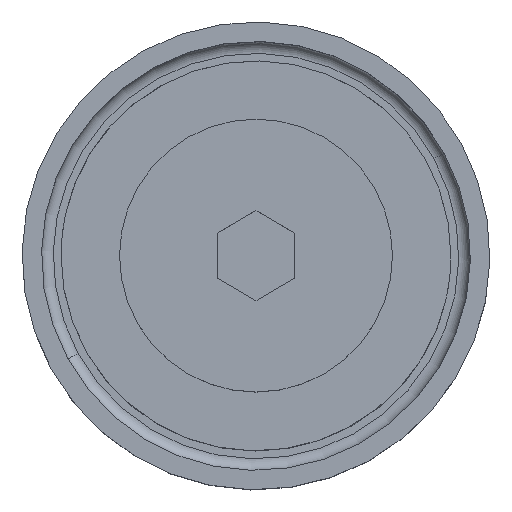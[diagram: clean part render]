
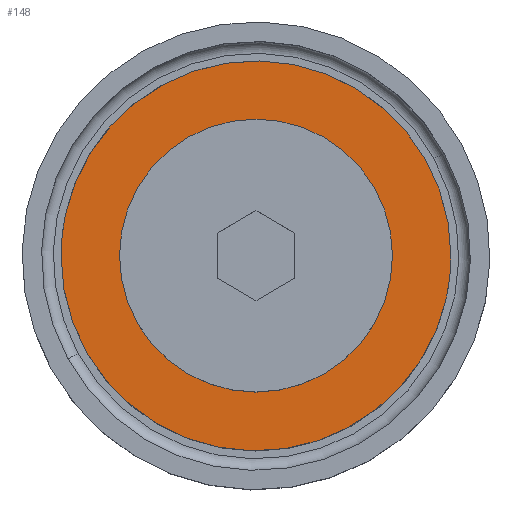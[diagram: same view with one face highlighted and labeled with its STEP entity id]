
A CAD part, top view. The second image highlights one B-rep face of the part: STEP entity #148.
In plain terms, the highlighted planar face has unit normal (0, 0, 1).
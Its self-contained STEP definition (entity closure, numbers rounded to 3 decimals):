
#61=AXIS2_PLACEMENT_3D('Circle Axis2P3D',#59,#60,$) ;
#86=AXIS2_PLACEMENT_3D('Circle Axis2P3D',#84,#85,$) ;
#100=AXIS2_PLACEMENT_3D('Plane Axis2P3D',#97,#98,#99) ;
#42=CARTESIAN_POINT('Vertex',(7.404,5.233,8.4)) ;
#56=CARTESIAN_POINT('Vertex',(4.596,6.767,8.4)) ;
#59=CARTESIAN_POINT('Axis2P3D Location',(6.,6.,8.4)) ;
#84=CARTESIAN_POINT('Axis2P3D Location',(6.,6.,8.4)) ;
#97=CARTESIAN_POINT('Axis2P3D Location',(6.,6.,8.4)) ;
#103=CARTESIAN_POINT('Control Point',(11.,6.,8.4)) ;
#104=CARTESIAN_POINT('Control Point',(11.,6.785,8.4)) ;
#105=CARTESIAN_POINT('Control Point',(10.846,7.571,8.4)) ;
#106=CARTESIAN_POINT('Control Point',(10.537,8.316,8.4)) ;
#107=CARTESIAN_POINT('Control Point',(9.645,9.645,8.4)) ;
#108=CARTESIAN_POINT('Control Point',(8.316,10.537,8.4)) ;
#109=CARTESIAN_POINT('Control Point',(7.571,10.846,8.4)) ;
#110=CARTESIAN_POINT('Control Point',(6.,11.154,8.4)) ;
#111=CARTESIAN_POINT('Control Point',(4.429,10.846,8.4)) ;
#112=CARTESIAN_POINT('Control Point',(3.684,10.537,8.4)) ;
#113=CARTESIAN_POINT('Control Point',(2.355,9.645,8.4)) ;
#114=CARTESIAN_POINT('Control Point',(1.463,8.316,8.4)) ;
#115=CARTESIAN_POINT('Control Point',(1.154,7.571,8.4)) ;
#116=CARTESIAN_POINT('Control Point',(1.,6.785,8.4)) ;
#117=CARTESIAN_POINT('Control Point',(1.,6.,8.4)) ;
#118=CARTESIAN_POINT('Vertex',(11.,6.,8.4)) ;
#120=CARTESIAN_POINT('Vertex',(1.,6.,8.4)) ;
#124=CARTESIAN_POINT('Control Point',(1.,6.,8.4)) ;
#125=CARTESIAN_POINT('Control Point',(1.,5.215,8.4)) ;
#126=CARTESIAN_POINT('Control Point',(1.154,4.429,8.4)) ;
#127=CARTESIAN_POINT('Control Point',(1.463,3.684,8.4)) ;
#128=CARTESIAN_POINT('Control Point',(2.355,2.355,8.4)) ;
#129=CARTESIAN_POINT('Control Point',(3.684,1.463,8.4)) ;
#130=CARTESIAN_POINT('Control Point',(4.429,1.154,8.4)) ;
#131=CARTESIAN_POINT('Control Point',(6.,0.846,8.4)) ;
#132=CARTESIAN_POINT('Control Point',(7.571,1.154,8.4)) ;
#133=CARTESIAN_POINT('Control Point',(8.316,1.463,8.4)) ;
#134=CARTESIAN_POINT('Control Point',(9.645,2.355,8.4)) ;
#135=CARTESIAN_POINT('Control Point',(10.537,3.684,8.4)) ;
#136=CARTESIAN_POINT('Control Point',(10.846,4.429,8.4)) ;
#137=CARTESIAN_POINT('Control Point',(11.,5.215,8.4)) ;
#138=CARTESIAN_POINT('Control Point',(11.,6.,8.4)) ;
#60=DIRECTION('Axis2P3D Direction',(0.,0.,-1.)) ;
#85=DIRECTION('Axis2P3D Direction',(0.,0.,-1.)) ;
#98=DIRECTION('Axis2P3D Direction',(0.,0.,1.)) ;
#99=DIRECTION('Axis2P3D XDirection',(1.,0.,0.)) ;
#141=ORIENTED_EDGE('',*,*,#122,.T.) ;
#142=ORIENTED_EDGE('',*,*,#139,.T.) ;
#145=ORIENTED_EDGE('',*,*,#63,.F.) ;
#146=ORIENTED_EDGE('',*,*,#88,.F.) ;
#147=FACE_BOUND('',#144,.T.) ;
#148=ADVANCED_FACE('Hauptk\X2\00F6\X0\rper',(#143,#147),#101,.T.) ;
#102=B_SPLINE_CURVE_WITH_KNOTS('',5,(#103,#104,#105,#106,#107,#108,#109,#110,#111,#112,#113,#114,#115,#116,#117),.UNSPECIFIED.,.F.,.U.,(6,3,3,3,6),(0.,3.927,7.854,11.781,15.708),.UNSPECIFIED.) ;
#123=B_SPLINE_CURVE_WITH_KNOTS('',5,(#124,#125,#126,#127,#128,#129,#130,#131,#132,#133,#134,#135,#136,#137,#138),.UNSPECIFIED.,.F.,.U.,(6,3,3,3,6),(15.708,19.635,23.562,27.489,31.416),.UNSPECIFIED.) ;
#62=CIRCLE('generated circle',#61,1.6) ;
#87=CIRCLE('generated circle',#86,1.6) ;
#63=EDGE_CURVE('',#57,#43,#62,.F.) ;
#88=EDGE_CURVE('',#43,#57,#87,.F.) ;
#122=EDGE_CURVE('',#119,#121,#102,.T.) ;
#139=EDGE_CURVE('',#121,#119,#123,.T.) ;
#140=EDGE_LOOP('',(#141,#142)) ;
#144=EDGE_LOOP('',(#145,#146)) ;
#143=FACE_OUTER_BOUND('',#140,.T.) ;
#101=PLANE('',#100) ;
#43=VERTEX_POINT('',#42) ;
#57=VERTEX_POINT('',#56) ;
#119=VERTEX_POINT('',#118) ;
#121=VERTEX_POINT('',#120) ;
